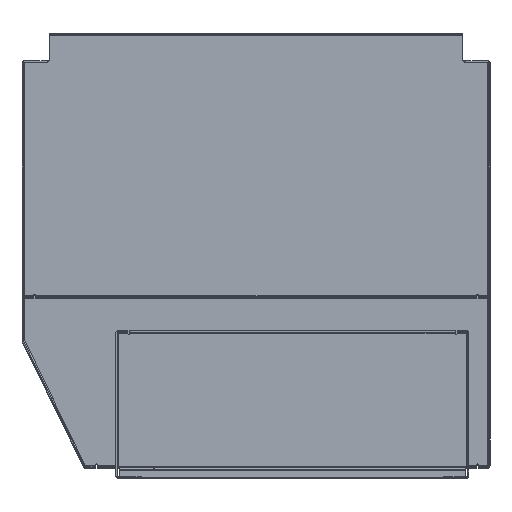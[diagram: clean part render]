
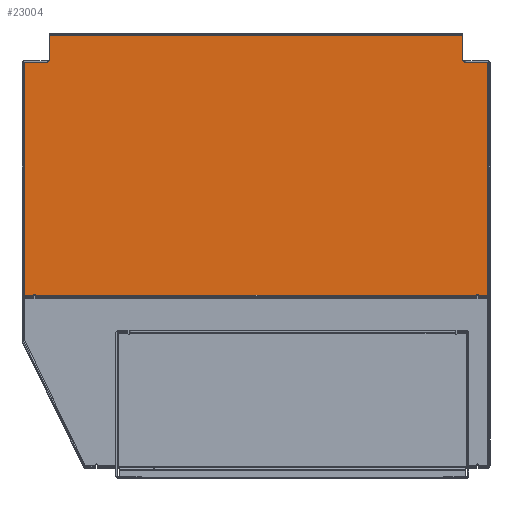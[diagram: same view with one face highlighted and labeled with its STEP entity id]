
A CAD part, top view. The second image highlights one B-rep face of the part: STEP entity #23004.
In plain terms, the highlighted planar face has unit normal (0, 0, 1).
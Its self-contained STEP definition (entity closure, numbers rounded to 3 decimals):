
#308=PLANE('',#24405);
#1325=FACE_OUTER_BOUND('',#2634,.T.);
#2634=EDGE_LOOP('',(#15953,#15954,#15955,#15956,#15957,#15958,#15959,#15960,
#15961,#15962,#15963,#15964,#15965,#15966,#15967,#15968,#15969,#15970));
#4051=LINE('',#32659,#6870);
#4055=LINE('',#32683,#6874);
#4085=LINE('',#32785,#6904);
#4088=LINE('',#32790,#6907);
#4089=LINE('',#32791,#6908);
#4090=LINE('',#32793,#6909);
#4091=LINE('',#32797,#6910);
#4092=LINE('',#32799,#6911);
#4093=LINE('',#32801,#6912);
#4094=LINE('',#32805,#6913);
#4095=LINE('',#32807,#6914);
#4096=LINE('',#32809,#6915);
#4097=LINE('',#32810,#6916);
#4098=LINE('',#32814,#6917);
#6870=VECTOR('',#26191,10.);
#6874=VECTOR('',#26217,10.);
#6904=VECTOR('',#26315,10.);
#6907=VECTOR('',#26320,1.783);
#6908=VECTOR('',#26321,10.);
#6909=VECTOR('',#26322,10.);
#6910=VECTOR('',#26325,10.);
#6911=VECTOR('',#26326,10.);
#6912=VECTOR('',#26327,10.);
#6913=VECTOR('',#26330,10.);
#6914=VECTOR('',#26331,10.);
#6915=VECTOR('',#26332,10.);
#6916=VECTOR('',#26333,10.);
#6917=VECTOR('',#26336,10.);
#9714=CIRCLE('',#24406,1.);
#9715=CIRCLE('',#24407,1.);
#9716=CIRCLE('',#24408,1.25);
#9717=CIRCLE('',#24409,1.25);
#10213=VERTEX_POINT('',#32652);
#10216=VERTEX_POINT('',#32657);
#10222=VERTEX_POINT('',#32674);
#10225=VERTEX_POINT('',#32681);
#10257=VERTEX_POINT('',#32772);
#10261=VERTEX_POINT('',#32781);
#10263=VERTEX_POINT('',#32784);
#10265=VERTEX_POINT('',#32792);
#10266=VERTEX_POINT('',#32794);
#10267=VERTEX_POINT('',#32796);
#10268=VERTEX_POINT('',#32798);
#10269=VERTEX_POINT('',#32800);
#10270=VERTEX_POINT('',#32802);
#10271=VERTEX_POINT('',#32804);
#10272=VERTEX_POINT('',#32806);
#10273=VERTEX_POINT('',#32808);
#10274=VERTEX_POINT('',#32811);
#10275=VERTEX_POINT('',#32813);
#12446=EDGE_CURVE('',#10216,#10213,#4051,.T.);
#12457=EDGE_CURVE('',#10225,#10222,#4055,.T.);
#12507=EDGE_CURVE('',#10263,#10261,#4085,.T.);
#12510=EDGE_CURVE('',#10257,#10216,#4088,.T.);
#12511=EDGE_CURVE('',#10257,#10263,#4089,.T.);
#12512=EDGE_CURVE('',#10265,#10261,#4090,.T.);
#12513=EDGE_CURVE('',#10266,#10265,#9714,.T.);
#12514=EDGE_CURVE('',#10266,#10267,#4091,.T.);
#12515=EDGE_CURVE('',#10267,#10268,#4092,.T.);
#12516=EDGE_CURVE('',#10269,#10268,#4093,.T.);
#12517=EDGE_CURVE('',#10270,#10269,#9715,.T.);
#12518=EDGE_CURVE('',#10271,#10270,#4094,.T.);
#12519=EDGE_CURVE('',#10271,#10272,#4095,.T.);
#12520=EDGE_CURVE('',#10272,#10273,#4096,.T.);
#12521=EDGE_CURVE('',#10273,#10222,#4097,.T.);
#12522=EDGE_CURVE('',#10225,#10274,#9716,.T.);
#12523=EDGE_CURVE('',#10274,#10275,#4098,.T.);
#12524=EDGE_CURVE('',#10275,#10213,#9717,.T.);
#15953=ORIENTED_EDGE('',*,*,#12446,.F.);
#15954=ORIENTED_EDGE('',*,*,#12510,.F.);
#15955=ORIENTED_EDGE('',*,*,#12511,.T.);
#15956=ORIENTED_EDGE('',*,*,#12507,.T.);
#15957=ORIENTED_EDGE('',*,*,#12512,.F.);
#15958=ORIENTED_EDGE('',*,*,#12513,.F.);
#15959=ORIENTED_EDGE('',*,*,#12514,.T.);
#15960=ORIENTED_EDGE('',*,*,#12515,.T.);
#15961=ORIENTED_EDGE('',*,*,#12516,.F.);
#15962=ORIENTED_EDGE('',*,*,#12517,.F.);
#15963=ORIENTED_EDGE('',*,*,#12518,.F.);
#15964=ORIENTED_EDGE('',*,*,#12519,.T.);
#15965=ORIENTED_EDGE('',*,*,#12520,.T.);
#15966=ORIENTED_EDGE('',*,*,#12521,.T.);
#15967=ORIENTED_EDGE('',*,*,#12457,.F.);
#15968=ORIENTED_EDGE('',*,*,#12522,.T.);
#15969=ORIENTED_EDGE('',*,*,#12523,.T.);
#15970=ORIENTED_EDGE('',*,*,#12524,.T.);
#23004=ADVANCED_FACE('',(#1325),#308,.T.);
#24405=AXIS2_PLACEMENT_3D('',#32789,#26318,#26319);
#24406=AXIS2_PLACEMENT_3D('',#32795,#26323,#26324);
#24407=AXIS2_PLACEMENT_3D('',#32803,#26328,#26329);
#24408=AXIS2_PLACEMENT_3D('',#32812,#26334,#26335);
#24409=AXIS2_PLACEMENT_3D('',#32815,#26337,#26338);
#26191=DIRECTION('',(-1.,0.,0.));
#26217=DIRECTION('',(-1.,0.,0.));
#26315=DIRECTION('',(0.,1.,0.));
#26318=DIRECTION('center_axis',(0.,0.,1.));
#26319=DIRECTION('ref_axis',(1.,0.,0.));
#26320=DIRECTION('',(0.,-1.,0.));
#26321=DIRECTION('',(-1.,0.,0.));
#26322=DIRECTION('',(1.,0.,0.));
#26323=DIRECTION('center_axis',(0.,0.,1.));
#26324=DIRECTION('ref_axis',(-0.707,-0.707,0.));
#26325=DIRECTION('',(0.,1.,0.));
#26326=DIRECTION('',(-1.,0.,0.));
#26327=DIRECTION('',(0.,1.,0.));
#26328=DIRECTION('center_axis',(0.,0.,1.));
#26329=DIRECTION('ref_axis',(0.707,-0.707,0.));
#26330=DIRECTION('',(1.,0.,0.));
#26331=DIRECTION('',(0.,-1.,0.));
#26332=DIRECTION('',(-1.,0.,0.));
#26333=DIRECTION('',(0.,-1.,0.));
#26334=DIRECTION('center_axis',(0.,0.,-1.));
#26335=DIRECTION('ref_axis',(1.,0.,0.));
#26336=DIRECTION('',(1.,0.,0.));
#26337=DIRECTION('center_axis',(0.,0.,-1.));
#26338=DIRECTION('ref_axis',(-1.,0.,0.));
#32652=CARTESIAN_POINT('',(244.55,-257.5,1.25));
#32657=CARTESIAN_POINT('',(254.75,-257.5,1.25));
#32659=CARTESIAN_POINT('',(189.837,-257.5,1.25));
#32674=CARTESIAN_POINT('',(-254.75,-257.5,1.25));
#32681=CARTESIAN_POINT('',(-244.55,-257.5,1.25));
#32683=CARTESIAN_POINT('',(-61.212,-257.5,1.25));
#32772=CARTESIAN_POINT('',(254.75,-1.25,1.25));
#32781=CARTESIAN_POINT('',(229.75,0.,1.25));
#32784=CARTESIAN_POINT('',(229.75,-1.25,1.25));
#32785=CARTESIAN_POINT('',(229.75,-65.,1.25));
#32789=CARTESIAN_POINT('Origin',(128.625,-130.,1.25));
#32790=CARTESIAN_POINT('',(254.75,-131.25,1.25));
#32791=CARTESIAN_POINT('',(186.137,-1.25,1.25));
#32792=CARTESIAN_POINT('',(228.25,0.,1.25));
#32793=CARTESIAN_POINT('',(252.5,0.,1.25));
#32794=CARTESIAN_POINT('',(227.25,1.,1.25));
#32795=CARTESIAN_POINT('Origin',(228.25,1.,1.25));
#32796=CARTESIAN_POINT('',(227.25,27.5,1.25));
#32797=CARTESIAN_POINT('',(227.25,-3.75,1.25));
#32798=CARTESIAN_POINT('',(-227.25,27.5,1.25));
#32799=CARTESIAN_POINT('',(177.938,27.5,1.25));
#32800=CARTESIAN_POINT('',(-227.25,1.,1.25));
#32801=CARTESIAN_POINT('',(-227.25,-3.75,1.25));
#32802=CARTESIAN_POINT('',(-228.25,0.,1.25));
#32803=CARTESIAN_POINT('Origin',(-228.25,1.,1.25));
#32804=CARTESIAN_POINT('',(-229.75,0.,1.25));
#32805=CARTESIAN_POINT('',(-252.5,0.,1.25));
#32806=CARTESIAN_POINT('',(-229.75,-1.25,1.25));
#32807=CARTESIAN_POINT('',(-229.75,-65.,1.25));
#32808=CARTESIAN_POINT('',(-254.75,-1.25,1.25));
#32809=CARTESIAN_POINT('',(-57.512,-1.25,1.25));
#32810=CARTESIAN_POINT('',(-254.75,-66.25,1.25));
#32811=CARTESIAN_POINT('',(-242.05,-257.5,1.25));
#32812=CARTESIAN_POINT('Origin',(-243.3,-257.5,1.25));
#32813=CARTESIAN_POINT('',(242.05,-257.5,1.25));
#32814=CARTESIAN_POINT('',(191.688,-257.5,1.25));
#32815=CARTESIAN_POINT('Origin',(243.3,-257.5,1.25));
